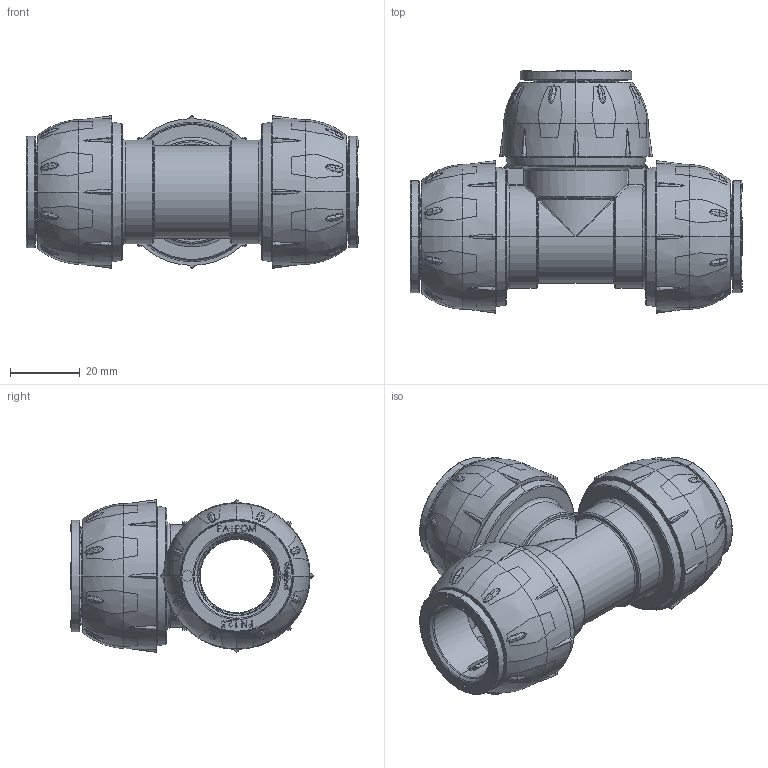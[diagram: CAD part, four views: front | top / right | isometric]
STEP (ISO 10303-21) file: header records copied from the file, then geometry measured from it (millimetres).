
FILE_DESCRIPTION (( 'STEP AP214' ), '1' );
FILE_NAME ('R214.022.000.STEP', '2019-10-24T14:20:34', ( '' ), ( '' ), 'SwSTEP 2.0', 'SolidWorks 2018', '' );
FILE_SCHEMA (( 'AUTOMOTIVE_DESIGN' ));
Length unit declared in the file: millimetre
Products named in the file (7): R216.022.000; R214.022.000; R209.022.001; R209.022.003; R214.022.000-L; R209.022.002; OR_21.5x2.5
Assembly tree (16 placements, depth 2):
  R214.022.000
    R214.022.000-L
    R209.022.001  x3
    R209.022.002  x3
    R209.022.003  x3
    R216.022.000  x3
    OR_21.5x2.5  x3
Bounding box: 94.9 x 69.27 x 43.64 mm (x, y, z)
Volume: 63548.5 mm3; surface area: 60881.7 mm2
Topology: 16 solids, 16 shells, 3239 faces, 8885 edges, 5733 vertices
Faces by surface type: bspline 1010, plane 848, cylinder 802, torus 347, cone 174, sphere 58
Entity records: 53573 total; most frequent: CARTESIAN_POINT 26226, ORIENTED_EDGE 6538, DIRECTION 4391, EDGE_CURVE 3269, VERTEX_POINT 2101, AXIS2_PLACEMENT_3D 1701, B_SPLINE_CURVE_WITH_KNOTS 1381, EDGE_LOOP 1292
